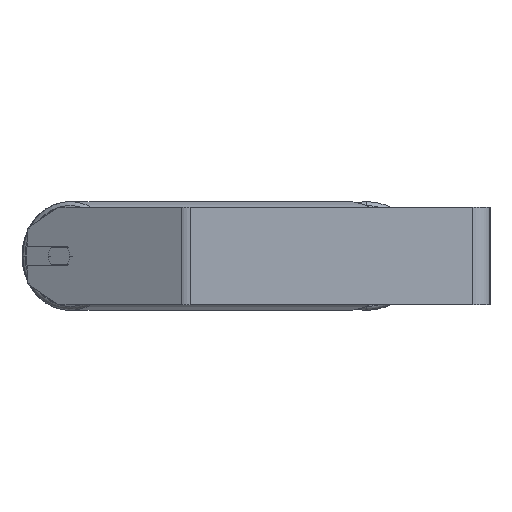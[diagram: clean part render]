
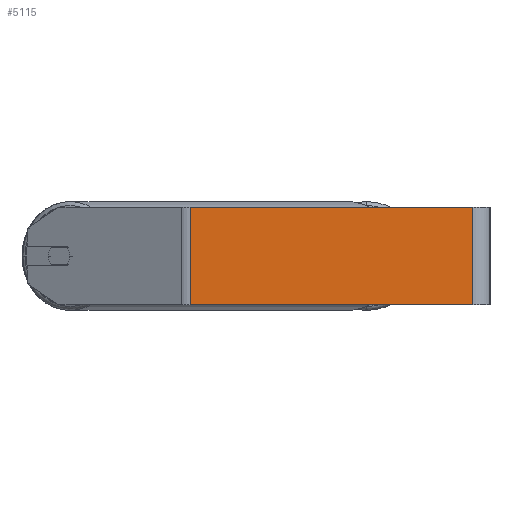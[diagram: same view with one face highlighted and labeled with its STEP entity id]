
A CAD part, left-side view. The second image highlights one B-rep face of the part: STEP entity #5115.
In plain terms, the highlighted planar face has unit normal (-1, 0, 0).
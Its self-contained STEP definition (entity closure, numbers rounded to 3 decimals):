
#261 = AXIS2_PLACEMENT_3D ( 'NONE', #5339, #6128, #691 ) ;
#434 = DIRECTION ( 'NONE',  ( 0., 0., -1. ) ) ;
#691 = DIRECTION ( 'NONE',  ( 0., 0., -1. ) ) ;
#715 = VERTEX_POINT ( 'NONE', #2824 ) ;
#1066 = VECTOR ( 'NONE', #434, 1000. ) ;
#1307 = EDGE_CURVE ( 'NONE', #2569, #715, #4702, .T. ) ;
#1658 = LINE ( 'NONE', #7736, #2912 ) ;
#1921 = DIRECTION ( 'NONE',  ( 0., -1., 0. ) ) ;
#2548 = CARTESIAN_POINT ( 'NONE',  ( -745., 248.769, 40. ) ) ;
#2569 = VERTEX_POINT ( 'NONE', #2629 ) ;
#2629 = CARTESIAN_POINT ( 'NONE',  ( -745., 245.018, 40. ) ) ;
#2824 = CARTESIAN_POINT ( 'NONE',  ( -745., 245.018, -40. ) ) ;
#2912 = VECTOR ( 'NONE', #5027, 1000. ) ;
#3290 = EDGE_CURVE ( 'NONE', #715, #7032, #1658, .T. ) ;
#3300 = FACE_OUTER_BOUND ( 'NONE', #7228, .T. ) ;
#3402 = EDGE_CURVE ( 'NONE', #4796, #7032, #7109, .T. ) ;
#4077 = CARTESIAN_POINT ( 'NONE',  ( -745., 245.018, 40. ) ) ;
#4609 = ORIENTED_EDGE ( 'NONE', *, *, #1307, .T. ) ;
#4702 = LINE ( 'NONE', #4077, #8394 ) ;
#4730 = CARTESIAN_POINT ( 'NONE',  ( -745., 14., 40. ) ) ;
#4796 = VERTEX_POINT ( 'NONE', #4730 ) ;
#5027 = DIRECTION ( 'NONE',  ( 0., -1., 0. ) ) ;
#5115 = ADVANCED_FACE ( 'NONE', ( #3300 ), #6664, .F. ) ;
#5339 = CARTESIAN_POINT ( 'NONE',  ( -745., 248.769, 40. ) ) ;
#5396 = ORIENTED_EDGE ( 'NONE', *, *, #3290, .T. ) ;
#5856 = CARTESIAN_POINT ( 'NONE',  ( -745., 14., -40. ) ) ;
#6128 = DIRECTION ( 'NONE',  ( 1., 0., 0. ) ) ;
#6480 = CARTESIAN_POINT ( 'NONE',  ( -745., 14., 40. ) ) ;
#6664 = PLANE ( 'NONE',  #261 ) ;
#7032 = VERTEX_POINT ( 'NONE', #5856 ) ;
#7109 = LINE ( 'NONE', #6480, #1066 ) ;
#7228 = EDGE_LOOP ( 'NONE', ( #5396, #7700, #7265, #4609 ) ) ;
#7265 = ORIENTED_EDGE ( 'NONE', *, *, #8042, .F. ) ;
#7291 = LINE ( 'NONE', #2548, #8476 ) ;
#7700 = ORIENTED_EDGE ( 'NONE', *, *, #3402, .F. ) ;
#7736 = CARTESIAN_POINT ( 'NONE',  ( -745., 248.769, -40. ) ) ;
#8042 = EDGE_CURVE ( 'NONE', #2569, #4796, #7291, .T. ) ;
#8210 = DIRECTION ( 'NONE',  ( 0., 0., -1. ) ) ;
#8394 = VECTOR ( 'NONE', #8210, 1000. ) ;
#8476 = VECTOR ( 'NONE', #1921, 1000. ) ;
